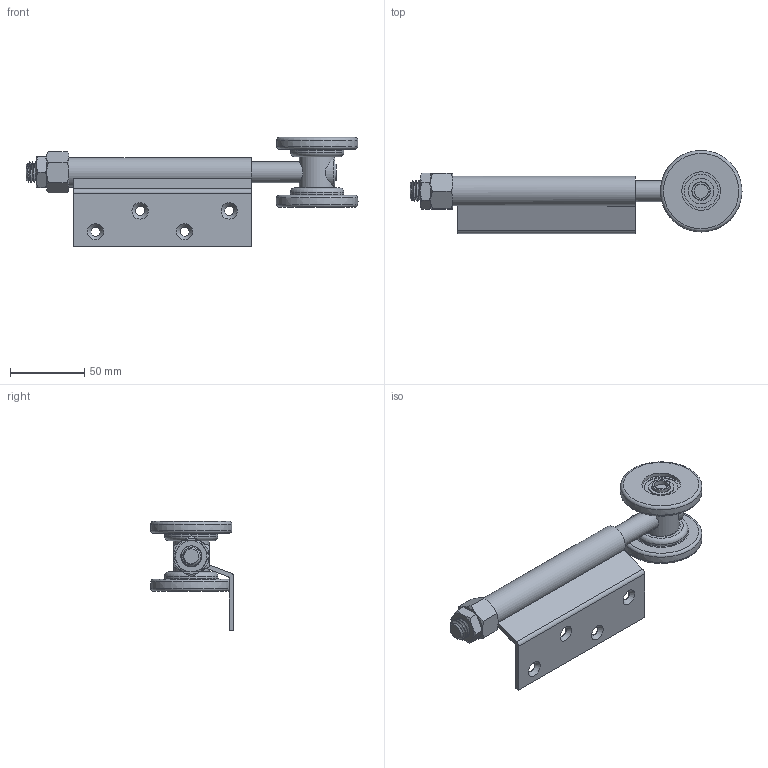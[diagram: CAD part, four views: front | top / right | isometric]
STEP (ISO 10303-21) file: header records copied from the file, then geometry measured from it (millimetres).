
FILE_DESCRIPTION(/* description */ (''),/* implementation_level */ '2;1');
FILE_NAME(/* name */ '562E.stp',/* time_stamp */ '2016-01-26T14:34:39+01:00',/* author */ ('Giuliano'),/* organization */ (''),/* preprocessor_version */ 'ST-DEVELOPER v15.6',/* originating_system */ 'Autodesk Inventor 2015',/* authorisation */ '');
FILE_SCHEMA (('AUTOMOTIVE_DESIGN { 1 0 10303 214 3 1 1 }'));
Length unit declared in the file: millimetre
Products named in the file (1): Pièce3
Bounding box: 223.5 x 56 x 73.5 mm (x, y, z)
Volume: 121720.4 mm3; surface area: 54997.7 mm2
Topology: 1 solids, 23 shells, 243 faces, 592 edges, 369 vertices
Faces by surface type: cylinder 72, plane 66, torus 48, cone 37, sphere 16, bspline 4
Full cylindrical faces by diameter (mm): 6.2 x4, 9.5 x2, 11 x1, 11.2 x1, 11.8 x2, 12 x2, 14 x1, 14.5 x1, 14.6 x1, 17.216 x8, 20 x1, 21 x1, 21.5 x1, 22.784 x8, 24 x1, 26 x4, 28 x4, 36 x2
Entity records: 9665 total; most frequent: CARTESIAN_POINT 4331, DIRECTION 1073, ORIENTED_EDGE 954, AXIS2_PLACEMENT_3D 499, EDGE_CURVE 445, EDGE_LOOP 380, VERTEX_POINT 313, CIRCLE 260
